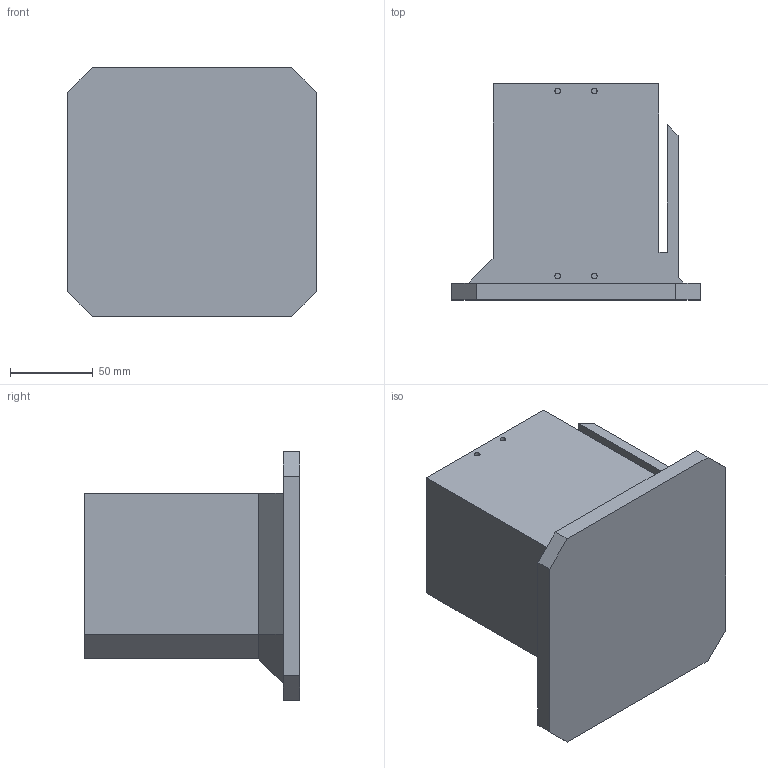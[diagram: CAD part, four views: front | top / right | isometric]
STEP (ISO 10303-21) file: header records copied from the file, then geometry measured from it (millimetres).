
FILE_DESCRIPTION (( 'STEP AP214' ), '1' );
FILE_NAME ('Baseprototype_v1_31-03-25.STEP', '2025-03-31T23:53:57', ( '' ), ( '' ), 'SwSTEP 2.0', 'SolidWorks 2023', '' );
FILE_SCHEMA (( 'AUTOMOTIVE_DESIGN' ));
Length unit declared in the file: millimetre
Products named in the file (1): Baseprototype_v1_31-03-25
Bounding box: 150 x 130 x 150 mm (x, y, z)
Volume: 1350259.3 mm3; surface area: 104673.2 mm2
Topology: 1 solids, 1 shells, 62 faces, 151 edges, 96 vertices
Faces by surface type: plane 54, cylinder 8
Entity records: 1806 total; most frequent: CARTESIAN_POINT 310, ORIENTED_EDGE 302, DIRECTION 293, EDGE_CURVE 151, LINE 135, VECTOR 135, VERTEX_POINT 96, AXIS2_PLACEMENT_3D 79
